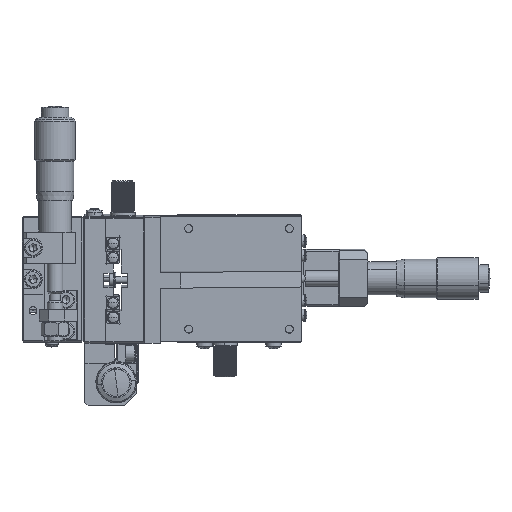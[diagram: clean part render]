
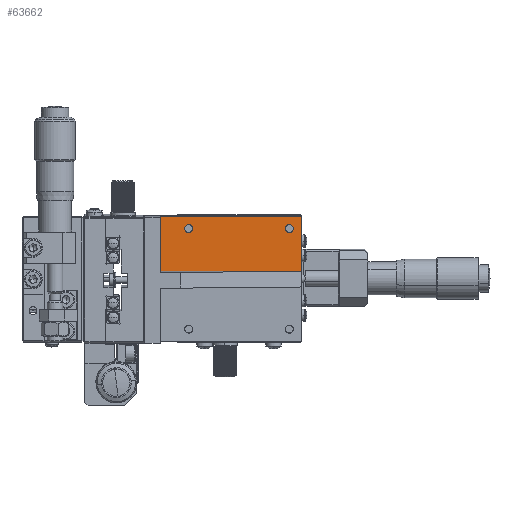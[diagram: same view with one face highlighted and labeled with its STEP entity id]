
A CAD part, front view. The second image highlights one B-rep face of the part: STEP entity #63662.
In plain terms, the highlighted planar face has unit normal (0, -1, -0.017).
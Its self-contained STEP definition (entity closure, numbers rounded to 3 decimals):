
#1652 = DIRECTION ( 'NONE',  ( 1., 0., 0. ) ) ;
#2821 = EDGE_CURVE ( 'NONE', #29829, #31008, #36819, .T. ) ;
#2843 = DIRECTION ( 'NONE',  ( 1., 0., 0. ) ) ;
#3566 = CIRCLE ( 'NONE', #20733, 1.25 ) ;
#4206 = VECTOR ( 'NONE', #74640, 1000. ) ;
#4588 = ORIENTED_EDGE ( 'NONE', *, *, #40838, .F. ) ;
#5793 = FACE_BOUND ( 'NONE', #67844, .T. ) ;
#5864 = VERTEX_POINT ( 'NONE', #59025 ) ;
#7134 = DIRECTION ( 'NONE',  ( 0., -1., -0.017 ) ) ;
#7632 = CIRCLE ( 'NONE', #33506, 1.25 ) ;
#8196 = VECTOR ( 'NONE', #24450, 1000. ) ;
#8661 = DIRECTION ( 'NONE',  ( 0., -1., -0.017 ) ) ;
#9228 = DIRECTION ( 'NONE',  ( 0., 0.017, -1. ) ) ;
#10692 = VECTOR ( 'NONE', #2843, 1000. ) ;
#12478 = EDGE_LOOP ( 'NONE', ( #20822, #18819 ) ) ;
#12837 = PLANE ( 'NONE',  #40934 ) ;
#13516 = VERTEX_POINT ( 'NONE', #50581 ) ;
#18477 = DIRECTION ( 'NONE',  ( 0., 1., 0.017 ) ) ;
#18819 = ORIENTED_EDGE ( 'NONE', *, *, #47981, .F. ) ;
#20733 = AXIS2_PLACEMENT_3D ( 'NONE', #71788, #39510, #45940 ) ;
#20822 = ORIENTED_EDGE ( 'NONE', *, *, #64834, .F. ) ;
#24450 = DIRECTION ( 'NONE',  ( 0., -0.017, 1. ) ) ;
#24752 = ORIENTED_EDGE ( 'NONE', *, *, #2821, .F. ) ;
#28184 = CARTESIAN_POINT ( 'NONE',  ( 44., 24.665, 40.081 ) ) ;
#28273 = CARTESIAN_POINT ( 'NONE',  ( 53., 24.732, 36.081 ) ) ;
#29829 = VERTEX_POINT ( 'NONE', #39029 ) ;
#30089 = AXIS2_PLACEMENT_3D ( 'NONE', #71722, #7134, #77330 ) ;
#30196 = EDGE_CURVE ( 'NONE', #44184, #29829, #38369, .T. ) ;
#30771 = VERTEX_POINT ( 'NONE', #70552 ) ;
#31008 = VERTEX_POINT ( 'NONE', #72906 ) ;
#31106 = CIRCLE ( 'NONE', #30089, 1.25 ) ;
#31930 = DIRECTION ( 'NONE',  ( 0., -0.017, 1. ) ) ;
#33049 = ORIENTED_EDGE ( 'NONE', *, *, #43217, .F. ) ;
#33260 = ORIENTED_EDGE ( 'NONE', *, *, #30196, .F. ) ;
#33506 = AXIS2_PLACEMENT_3D ( 'NONE', #34798, #8661, #9228 ) ;
#34798 = CARTESIAN_POINT ( 'NONE',  ( 85., 24.732, 36.081 ) ) ;
#36819 = LINE ( 'NONE', #28184, #10692 ) ;
#38369 = LINE ( 'NONE', #48776, #4206 ) ;
#38702 = CARTESIAN_POINT ( 'NONE',  ( 53., 24.711, 37.331 ) ) ;
#39029 = CARTESIAN_POINT ( 'NONE',  ( 44., 24.665, 40.081 ) ) ;
#39125 = EDGE_CURVE ( 'NONE', #44184, #5864, #80306, .T. ) ;
#39510 = DIRECTION ( 'NONE',  ( 0., -1., -0.017 ) ) ;
#40140 = CARTESIAN_POINT ( 'NONE',  ( 44., 24.958, 22.583 ) ) ;
#40838 = EDGE_CURVE ( 'NONE', #13516, #67810, #7632, .T. ) ;
#40934 = AXIS2_PLACEMENT_3D ( 'NONE', #51003, #18477, #31930 ) ;
#43217 = EDGE_CURVE ( 'NONE', #67810, #13516, #3566, .T. ) ;
#44184 = VERTEX_POINT ( 'NONE', #50529 ) ;
#45082 = ORIENTED_EDGE ( 'NONE', *, *, #60431, .T. ) ;
#45940 = DIRECTION ( 'NONE',  ( 0., 0.017, -1. ) ) ;
#47981 = EDGE_CURVE ( 'NONE', #50001, #30771, #31106, .T. ) ;
#48776 = CARTESIAN_POINT ( 'NONE',  ( 44., 24.665, 40.081 ) ) ;
#50001 = VERTEX_POINT ( 'NONE', #38702 ) ;
#50529 = CARTESIAN_POINT ( 'NONE',  ( 44., 24.958, 22.583 ) ) ;
#50581 = CARTESIAN_POINT ( 'NONE',  ( 85., 24.711, 37.331 ) ) ;
#51003 = CARTESIAN_POINT ( 'NONE',  ( 44., 24.665, 40.081 ) ) ;
#54042 = ORIENTED_EDGE ( 'NONE', *, *, #39125, .T. ) ;
#54063 = FACE_BOUND ( 'NONE', #12478, .T. ) ;
#56063 = AXIS2_PLACEMENT_3D ( 'NONE', #28273, #74000, #79301 ) ;
#59025 = CARTESIAN_POINT ( 'NONE',  ( 89., 24.958, 22.583 ) ) ;
#60431 = EDGE_CURVE ( 'NONE', #5864, #31008, #62445, .T. ) ;
#62445 = LINE ( 'NONE', #68817, #8196 ) ;
#63662 = ADVANCED_FACE ( 'NONE', ( #5793, #54063, #76129 ), #12837, .F. ) ;
#64227 = VECTOR ( 'NONE', #1652, 1000. ) ;
#64834 = EDGE_CURVE ( 'NONE', #30771, #50001, #79596, .T. ) ;
#67810 = VERTEX_POINT ( 'NONE', #79875 ) ;
#67844 = EDGE_LOOP ( 'NONE', ( #33049, #4588 ) ) ;
#67887 = EDGE_LOOP ( 'NONE', ( #45082, #24752, #33260, #54042 ) ) ;
#68817 = CARTESIAN_POINT ( 'NONE',  ( 89., 24.665, 40.081 ) ) ;
#70552 = CARTESIAN_POINT ( 'NONE',  ( 53., 24.753, 34.832 ) ) ;
#71722 = CARTESIAN_POINT ( 'NONE',  ( 53., 24.732, 36.081 ) ) ;
#71788 = CARTESIAN_POINT ( 'NONE',  ( 85., 24.732, 36.081 ) ) ;
#72906 = CARTESIAN_POINT ( 'NONE',  ( 89., 24.665, 40.081 ) ) ;
#74000 = DIRECTION ( 'NONE',  ( 0., -1., -0.017 ) ) ;
#74640 = DIRECTION ( 'NONE',  ( 0., -0.017, 1. ) ) ;
#76129 = FACE_OUTER_BOUND ( 'NONE', #67887, .T. ) ;
#77330 = DIRECTION ( 'NONE',  ( 0., 0.017, -1. ) ) ;
#79301 = DIRECTION ( 'NONE',  ( 0., 0.017, -1. ) ) ;
#79596 = CIRCLE ( 'NONE', #56063, 1.25 ) ;
#79875 = CARTESIAN_POINT ( 'NONE',  ( 85., 24.753, 34.832 ) ) ;
#80306 = LINE ( 'NONE', #40140, #64227 ) ;
